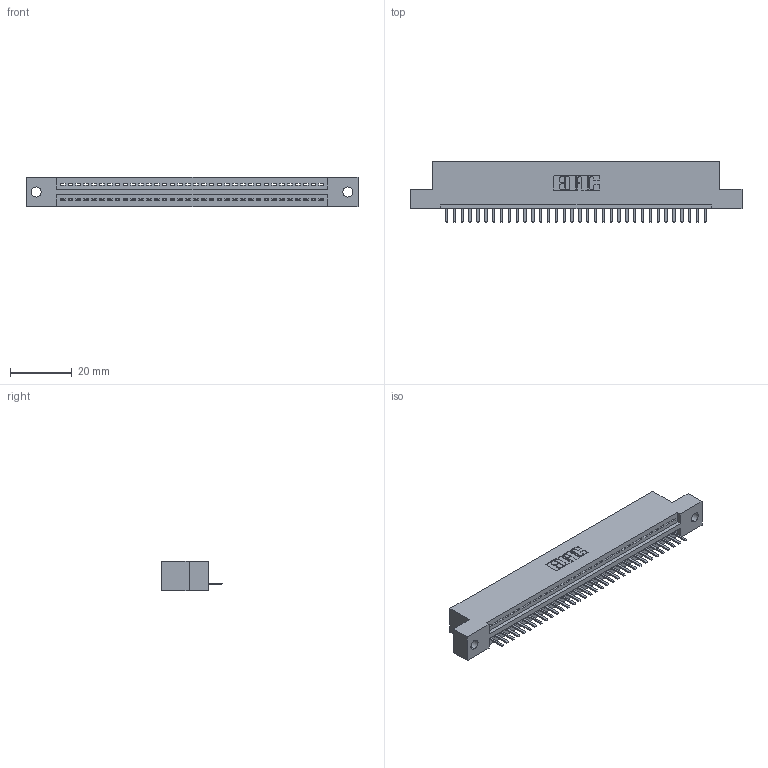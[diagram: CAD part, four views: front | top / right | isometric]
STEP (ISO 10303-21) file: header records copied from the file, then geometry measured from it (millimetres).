
FILE_DESCRIPTION (( 'STEP AP203' ), '1' );
FILE_NAME ('345-034-520-102.STEP', '2019-10-07T17:19:28', ( '' ), ( '' ), 'SwSTEP 2.0', 'SolidWorks 2016', '' );
FILE_SCHEMA (( 'CONFIG_CONTROL_DESIGN' ));
Length unit declared in the file: inch
Products named in the file (3): 345-292-001_345-293-120; 345-034-520-102; 345 Part_Flush Mounting Lugs - 0.128 Dia
Assembly tree (35 placements, depth 2):
  345-034-520-102
    345 Part_Flush Mounting Lugs - 0.128 Dia
    345-292-001_345-293-120  x34
Bounding box: 107.57 x 19.68 x 9.4 mm (x, y, z)
Volume: 10017 mm3; surface area: 12611.5 mm2
Topology: 35 solids, 35 shells, 2234 faces, 6597 edges, 4306 vertices
Faces by surface type: plane 1508, cylinder 726
Entity records: 26783 total; most frequent: CARTESIAN_POINT 4658, ORIENTED_EDGE 4614, DIRECTION 4067, EDGE_CURVE 2307, VECTOR 2035, LINE 2035, VERTEX_POINT 1534, AXIS2_PLACEMENT_3D 1016
